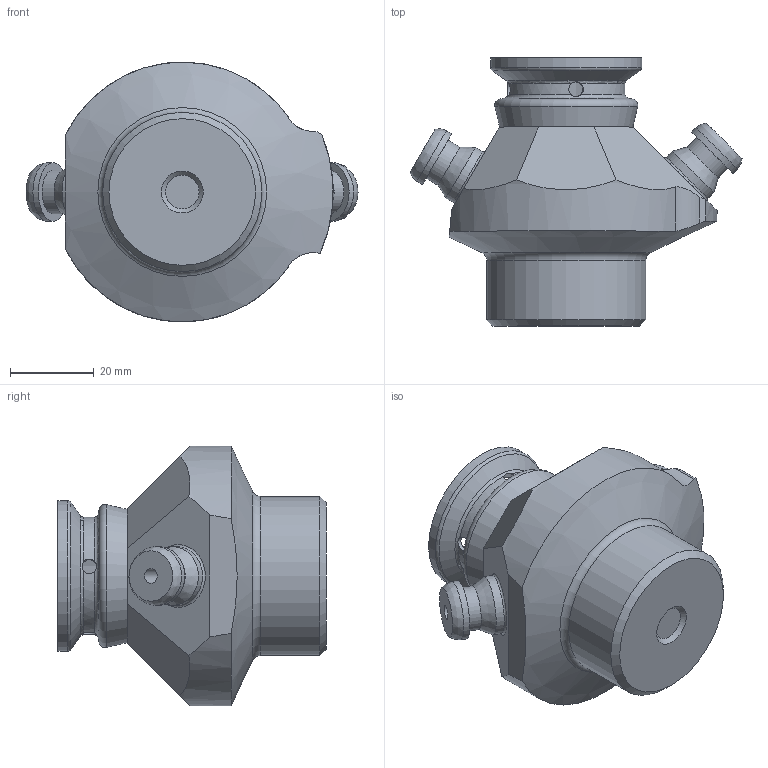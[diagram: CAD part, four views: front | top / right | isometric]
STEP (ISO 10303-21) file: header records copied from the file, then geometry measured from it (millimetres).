
FILE_DESCRIPTION(/* description */ ('This is a sample STEP configuration'),/* implementation_level */ '2;1');
FILE_NAME(/* name */ '890001.stp',/* time_stamp */ '2021-06-15T11:15:40+02:00',/* author */ ('powerJobs'),/* organization */ ('coolOrange'),/* preprocessor_version */ 'ST-DEVELOPER v18',/* originating_system */ 'Autodesk Inventor 2020',/* authorisation */ '');
FILE_SCHEMA (('AUTOMOTIVE_DESIGN { 1 0 10303 214 3 1 1 }'));
Length unit declared in the file: millimetre
Products named in the file (1): 890001
Bounding box: 79.24 x 64 x 61.98 mm (x, y, z)
Volume: 95309.5 mm3; surface area: 17572.4 mm2
Topology: 1 solids, 3 shells, 77 faces, 230 edges, 163 vertices
Faces by surface type: cylinder 32, plane 23, cone 12, torus 8, bspline 2
Full cylindrical faces by diameter (mm): 3.5 x5, 9 x1, 10.5 x2, 14 x4, 26 x1, 27.344 x1, 28.5 x1, 28.7 x1, 29 x2, 30 x1, 36 x1, 38 x1
Entity records: 3419 total; most frequent: CARTESIAN_POINT 1119, DIRECTION 476, ORIENTED_EDGE 460, EDGE_CURVE 230, AXIS2_PLACEMENT_3D 209, VERTEX_POINT 163, CIRCLE 119, EDGE_LOOP 93
